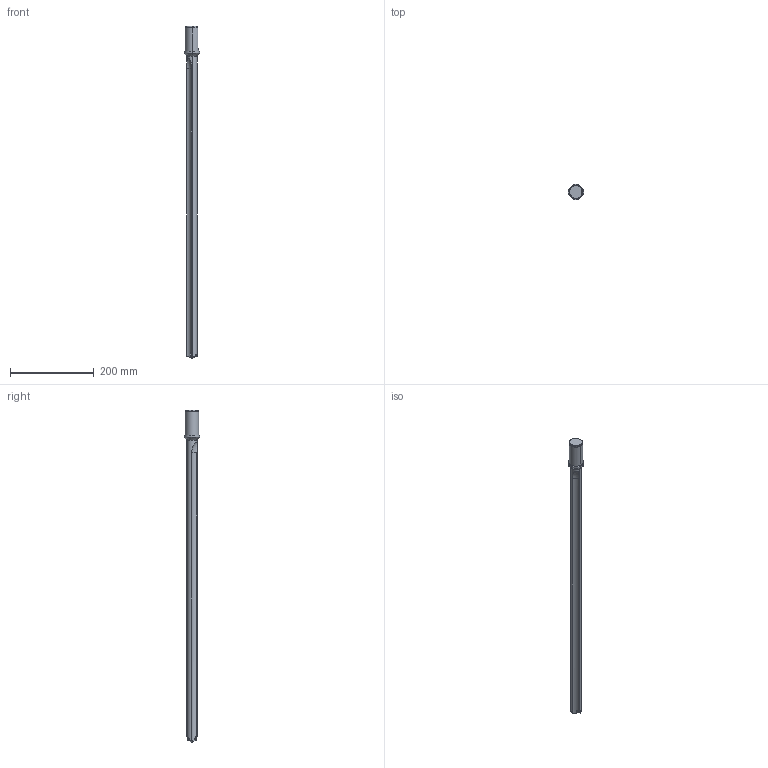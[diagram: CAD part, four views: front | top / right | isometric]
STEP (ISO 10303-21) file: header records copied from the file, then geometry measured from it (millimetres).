
FILE_DESCRIPTION((''),'2;1');
FILE_NAME('29020S-32FM','2020-09-18T',('caps'),(''),'CREO PARAMETRIC BY PTC INC, 2016260','CREO PARAMETRIC BY PTC INC, 2016260','');
FILE_SCHEMA(('AUTOMOTIVE_DESIGN { 1 0 10303 214 1 1 1 1 }'));
Length unit declared in the file: inch
Products named in the file (1): 29020S-32FM
Bounding box: 37 x 37 x 794.96 mm (x, y, z)
Volume: 288843.8 mm3; surface area: 63165.8 mm2
Topology: 1 solids, 1 shells, 37 faces, 92 edges, 58 vertices
Faces by surface type: cylinder 12, plane 9, cone 8, torus 8
Entity records: 2115 total; most frequent: CARTESIAN_POINT 560, DIRECTION 192, ORIENTED_EDGE 184, PRESENTATION_STYLE_ASSIGNMENT 97, STYLED_ITEM 97, CURVE_STYLE 96, EDGE_CURVE 92, AXIS2_PLACEMENT_3D 79
